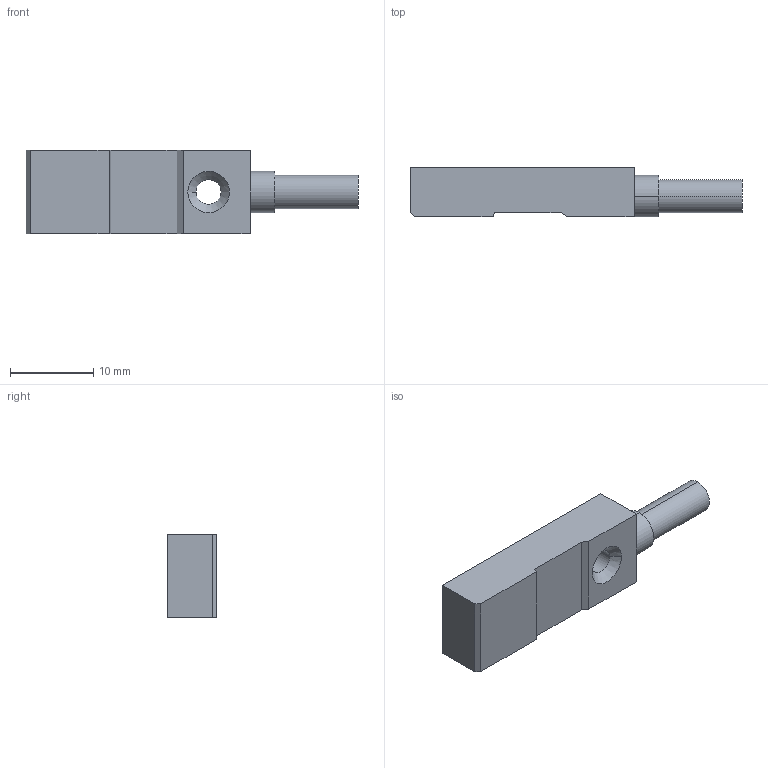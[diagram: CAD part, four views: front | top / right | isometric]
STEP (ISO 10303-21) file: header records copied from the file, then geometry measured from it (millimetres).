
FILE_DESCRIPTION((''),'2;1');
FILE_NAME('CAD-0280A','2020-01-13T08:48:01',('creinig-se'),(''),'CREO PARAMETRIC BY PTC INC, 2018420','CREO PARAMETRIC BY PTC INC, 2018420','');
FILE_SCHEMA(('CONFIG_CONTROL_DESIGN','SHAPE_APPEARANCE_LAYERS_GROUPS'));
Length unit declared in the file: millimetre
Products named in the file (1): CAD-0280A
Bounding box: 40 x 6 x 10 mm (x, y, z)
Volume: 1712.8 mm3; surface area: 1188.3 mm2
Topology: 1 solids, 1 shells, 21 faces, 156 edges, 143 vertices
Faces by surface type: plane 13, cylinder 6, cone 2
Entity records: 2016 total; most frequent: DIRECTION 253, CARTESIAN_POINT 215, PRESENTATION_STYLE_ASSIGNMENT 175, STYLED_ITEM 172, CURVE_STYLE 163, ORIENTED_EDGE 110, VECTOR 103, LINE 103
